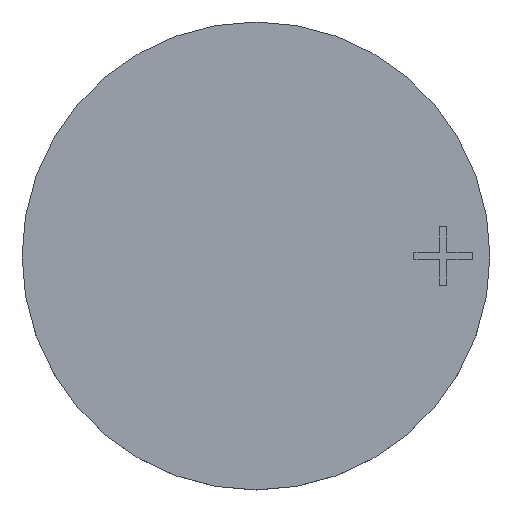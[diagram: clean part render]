
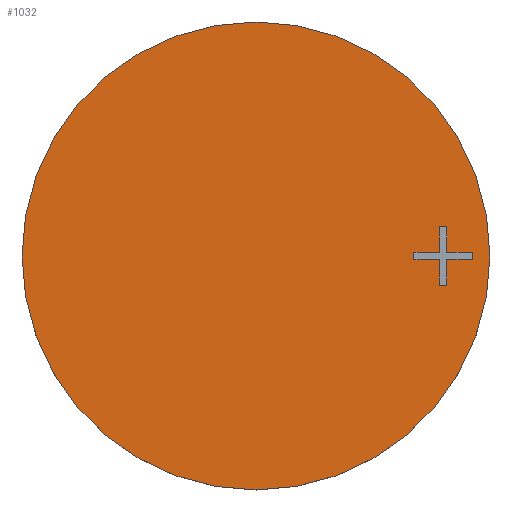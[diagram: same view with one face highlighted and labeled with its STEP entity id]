
A CAD part, top view. The second image highlights one B-rep face of the part: STEP entity #1032.
In plain terms, the highlighted planar face has unit normal (0, 0, 1).
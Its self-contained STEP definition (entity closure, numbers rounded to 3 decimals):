
#494=CARTESIAN_POINT('',(-10.0,0.,3.2));
#495=VERTEX_POINT('',#494);
#504=CARTESIAN_POINT('',(10.0,0.,3.2));
#505=VERTEX_POINT('',#504);
#506=CARTESIAN_POINT('',(0.0,0.,3.2));
#507=DIRECTION('',(0.0,0.0,-1.0));
#508=DIRECTION('',(-1.0,0.0,0.0));
#509=AXIS2_PLACEMENT_3D('',#506,#507,#508);
#510=CIRCLE('',#509,10.0);
#511=EDGE_CURVE('',#495,#505,#510,.T.);
#580=CARTESIAN_POINT('',(8.15,1.25,3.2));
#581=VERTEX_POINT('',#580);
#588=CARTESIAN_POINT('',(7.85,1.25,3.2));
#589=VERTEX_POINT('',#588);
#590=CARTESIAN_POINT('',(7.85,1.25,3.2));
#591=DIRECTION('',(1.0,0.0,0.0));
#592=VECTOR('',#591,0.3);
#593=LINE('',#590,#592);
#594=EDGE_CURVE('',#589,#581,#593,.T.);
#618=CARTESIAN_POINT('',(8.15,0.15,3.2));
#619=VERTEX_POINT('',#618);
#626=CARTESIAN_POINT('',(8.15,1.25,3.2));
#627=DIRECTION('',(0.0,-1.0,0.0));
#628=VECTOR('',#627,1.1);
#629=LINE('',#626,#628);
#630=EDGE_CURVE('',#581,#619,#629,.T.);
#649=CARTESIAN_POINT('',(9.25,0.15,3.2));
#650=VERTEX_POINT('',#649);
#657=CARTESIAN_POINT('',(8.15,0.15,3.2));
#658=DIRECTION('',(1.0,0.0,0.0));
#659=VECTOR('',#658,1.1);
#660=LINE('',#657,#659);
#661=EDGE_CURVE('',#619,#650,#660,.T.);
#680=CARTESIAN_POINT('',(9.25,-0.15,3.2));
#681=VERTEX_POINT('',#680);
#688=CARTESIAN_POINT('',(9.25,0.15,3.2));
#689=DIRECTION('',(0.0,-1.0,0.0));
#690=VECTOR('',#689,0.3);
#691=LINE('',#688,#690);
#692=EDGE_CURVE('',#650,#681,#691,.T.);
#711=CARTESIAN_POINT('',(8.15,-0.15,3.2));
#712=VERTEX_POINT('',#711);
#719=CARTESIAN_POINT('',(9.25,-0.15,3.2));
#720=DIRECTION('',(-1.0,0.0,0.0));
#721=VECTOR('',#720,1.1);
#722=LINE('',#719,#721);
#723=EDGE_CURVE('',#681,#712,#722,.T.);
#742=CARTESIAN_POINT('',(8.15,-1.25,3.2));
#743=VERTEX_POINT('',#742);
#750=CARTESIAN_POINT('',(8.15,-0.15,3.2));
#751=DIRECTION('',(0.0,-1.0,0.0));
#752=VECTOR('',#751,1.1);
#753=LINE('',#750,#752);
#754=EDGE_CURVE('',#712,#743,#753,.T.);
#773=CARTESIAN_POINT('',(7.85,-1.25,3.2));
#774=VERTEX_POINT('',#773);
#781=CARTESIAN_POINT('',(8.15,-1.25,3.2));
#782=DIRECTION('',(-1.0,0.0,0.0));
#783=VECTOR('',#782,0.3);
#784=LINE('',#781,#783);
#785=EDGE_CURVE('',#743,#774,#784,.T.);
#804=CARTESIAN_POINT('',(7.85,-0.15,3.2));
#805=VERTEX_POINT('',#804);
#812=CARTESIAN_POINT('',(7.85,-1.25,3.2));
#813=DIRECTION('',(0.0,1.0,0.0));
#814=VECTOR('',#813,1.1);
#815=LINE('',#812,#814);
#816=EDGE_CURVE('',#774,#805,#815,.T.);
#835=CARTESIAN_POINT('',(6.75,-0.15,3.2));
#836=VERTEX_POINT('',#835);
#843=CARTESIAN_POINT('',(7.85,-0.15,3.2));
#844=DIRECTION('',(-1.0,0.0,0.0));
#845=VECTOR('',#844,1.1);
#846=LINE('',#843,#845);
#847=EDGE_CURVE('',#805,#836,#846,.T.);
#866=CARTESIAN_POINT('',(6.75,0.15,3.2));
#867=VERTEX_POINT('',#866);
#874=CARTESIAN_POINT('',(6.75,-0.15,3.2));
#875=DIRECTION('',(0.0,1.0,0.0));
#876=VECTOR('',#875,0.3);
#877=LINE('',#874,#876);
#878=EDGE_CURVE('',#836,#867,#877,.T.);
#897=CARTESIAN_POINT('',(7.85,0.15,3.2));
#898=VERTEX_POINT('',#897);
#905=CARTESIAN_POINT('',(6.75,0.15,3.2));
#906=DIRECTION('',(1.0,0.0,0.0));
#907=VECTOR('',#906,1.1);
#908=LINE('',#905,#907);
#909=EDGE_CURVE('',#867,#898,#908,.T.);
#927=CARTESIAN_POINT('',(7.85,0.15,3.2));
#928=DIRECTION('',(0.0,1.0,0.0));
#929=VECTOR('',#928,1.1);
#930=LINE('',#927,#929);
#931=EDGE_CURVE('',#898,#589,#930,.T.);
#989=CARTESIAN_POINT('',(0.0,0.,3.2));
#990=DIRECTION('',(0.0,0.0,-1.0));
#991=DIRECTION('',(-1.0,0.0,0.0));
#992=AXIS2_PLACEMENT_3D('',#989,#990,#991);
#993=CIRCLE('',#992,10.0);
#994=EDGE_CURVE('',#505,#495,#993,.T.);
#1009=CARTESIAN_POINT('',(0.0,0.,3.2));
#1010=DIRECTION('',(0.0,0.0,-1.0));
#1011=DIRECTION('',(-1.0,0.0,0.0));
#1012=AXIS2_PLACEMENT_3D('',#1009,#1010,#1011);
#1013=PLANE('',#1012);
#1014=ORIENTED_EDGE('',*,*,#511,.F.);
#1015=ORIENTED_EDGE('',*,*,#994,.F.);
#1016=EDGE_LOOP('',(#1014,#1015));
#1017=FACE_OUTER_BOUND('',#1016,.T.);
#1018=ORIENTED_EDGE('',*,*,#594,.T.);
#1019=ORIENTED_EDGE('',*,*,#630,.T.);
#1020=ORIENTED_EDGE('',*,*,#661,.T.);
#1021=ORIENTED_EDGE('',*,*,#692,.T.);
#1022=ORIENTED_EDGE('',*,*,#723,.T.);
#1023=ORIENTED_EDGE('',*,*,#754,.T.);
#1024=ORIENTED_EDGE('',*,*,#785,.T.);
#1025=ORIENTED_EDGE('',*,*,#816,.T.);
#1026=ORIENTED_EDGE('',*,*,#847,.T.);
#1027=ORIENTED_EDGE('',*,*,#878,.T.);
#1028=ORIENTED_EDGE('',*,*,#909,.T.);
#1029=ORIENTED_EDGE('',*,*,#931,.T.);
#1030=EDGE_LOOP('',(#1018,#1019,#1020,#1021,#1022,#1023,#1024,#1025,#1026,#1027,#1028,#1029));
#1031=FACE_BOUND('',#1030,.T.);
#1032=ADVANCED_FACE('',(#1017,#1031),#1013,.F.);
